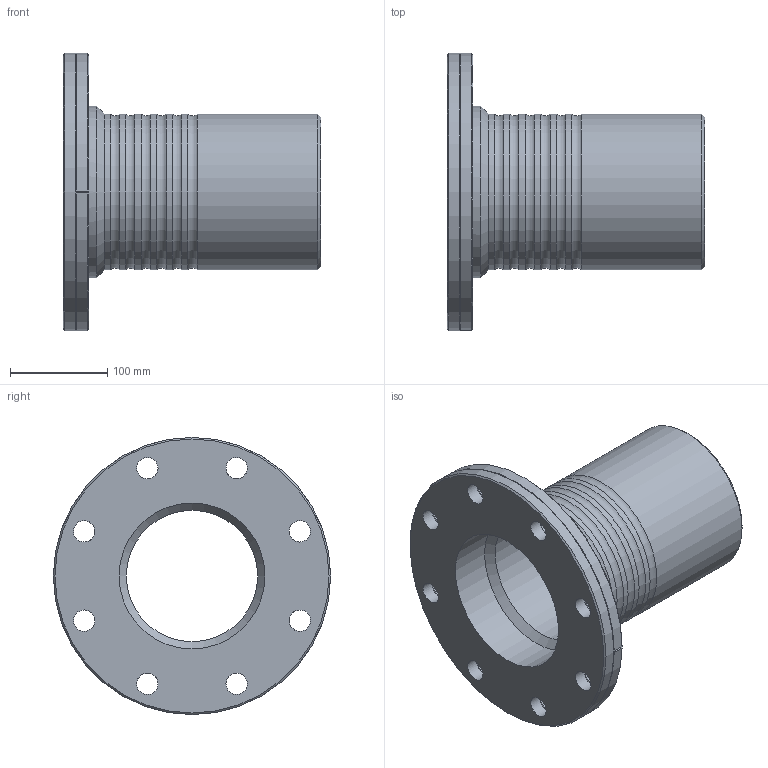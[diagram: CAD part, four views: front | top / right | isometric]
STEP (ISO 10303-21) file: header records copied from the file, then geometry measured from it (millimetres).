
FILE_DESCRIPTION(/* description */ ('PLASSON FLANGE ADAPTOR WITH METAL FLANGE 160-6"'),/* implementation_level */ '2;1');
FILE_NAME(/* name */ '072306160060__0723061600600A.ipt.stp',/* time_stamp */ '2017-06-18T09:23:53+03:00',/* author */ ('KIM'),/* organization */ (''),/* preprocessor_version */ 'ST-DEVELOPER v15.6',/* originating_system */ 'Autodesk Inventor 2015',/* authorisation */ '');
FILE_SCHEMA (('AUTOMOTIVE_DESIGN { 1 0 10303 214 3 1 1 }'));
Length unit declared in the file: millimetre
Products named in the file (1): 072306160060__0723061600600A
Bounding box: 265 x 285 x 285 mm (x, y, z)
Volume: 2467232.6 mm3; surface area: 364716.4 mm2
Topology: 1 solids, 1 shells, 70 faces, 175 edges, 107 vertices
Faces by surface type: cylinder 29, cone 25, plane 10, torus 6
Full cylindrical faces by diameter (mm): 22 x16, 135 x1, 150 x1, 160 x7, 176 x1, 285 x1
Entity records: 1764 total; most frequent: DIRECTION 320, CARTESIAN_POINT 259, ORIENTED_EDGE 202, AXIS2_PLACEMENT_3D 148, EDGE_LOOP 142, EDGE_CURVE 101, VERTEX_POINT 87, CIRCLE 77
